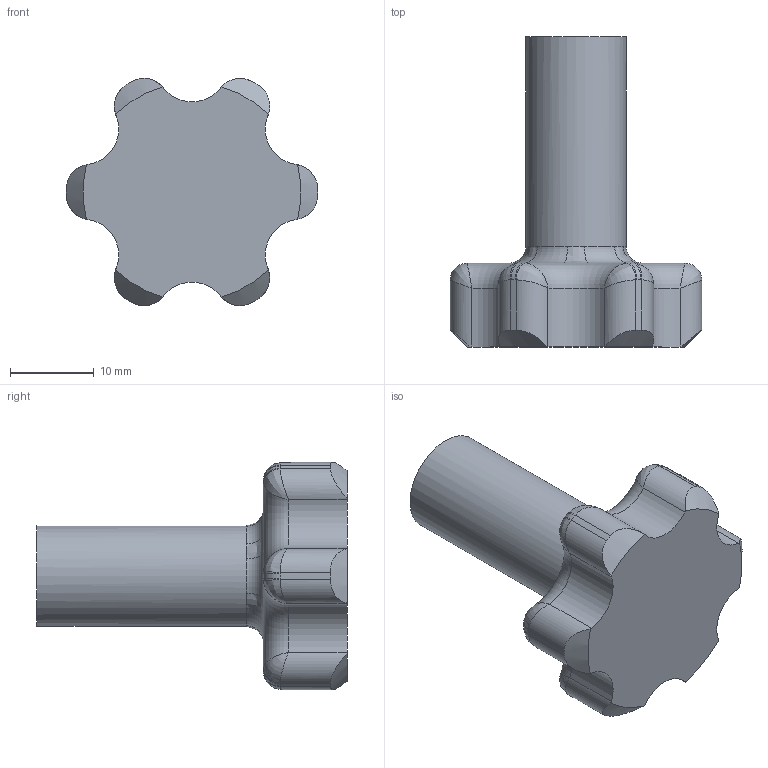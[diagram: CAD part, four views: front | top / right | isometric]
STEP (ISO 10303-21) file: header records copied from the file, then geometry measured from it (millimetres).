
FILE_DESCRIPTION(/* description */ (''),/* implementation_level */ '2;1');
FILE_NAME(/* name */ 'pigion-bath-screw.stp',/* time_stamp */ '2024-09-30T12:20:07+01:00',/* author */ ('iwheard'),/* organization */ (''),/* preprocessor_version */ 'ST-DEVELOPER v19',/* originating_system */ 'Autodesk Inventor 2023',/* authorisation */ '');
FILE_SCHEMA (('AUTOMOTIVE_DESIGN { 1 0 10303 214 3 1 1 }'));
Length unit declared in the file: millimetre
Products named in the file (1): bird-bath-screw
Bounding box: 30 x 37 x 27.1 mm (x, y, z)
Volume: 8155.6 mm3; surface area: 2898.5 mm2
Topology: 1 solids, 1 shells, 87 faces, 219 edges, 122 vertices
Faces by surface type: bspline 30, cylinder 25, torus 18, plane 8, cone 6
Full cylindrical faces by diameter (mm): 12 x1
Entity records: 3762 total; most frequent: CARTESIAN_POINT 1779, ORIENTED_EDGE 414, DIRECTION 361, EDGE_CURVE 207, AXIS2_PLACEMENT_3D 168, VERTEX_POINT 122, CIRCLE 110, FACE_OUTER_BOUND 87
